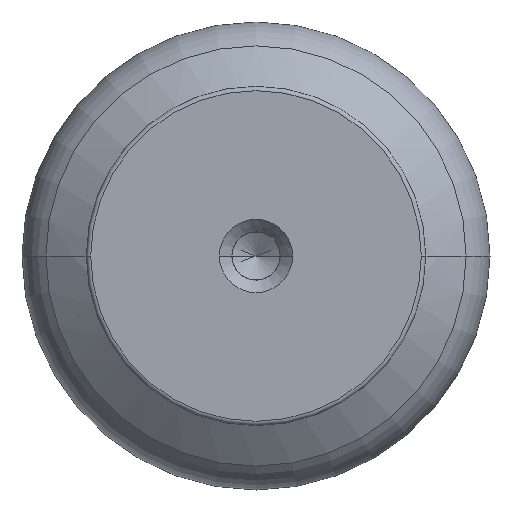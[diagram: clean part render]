
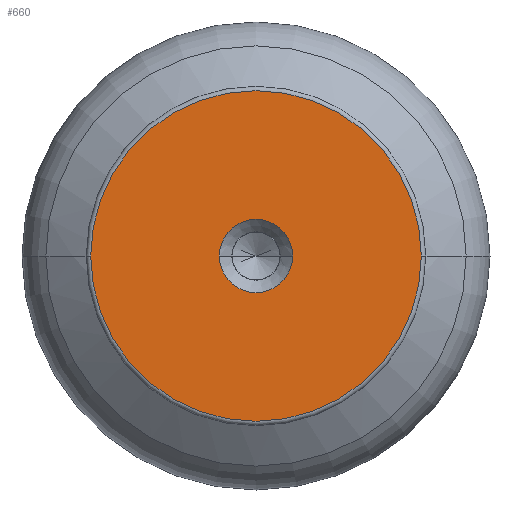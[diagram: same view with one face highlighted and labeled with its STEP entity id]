
A CAD part, front view. The second image highlights one B-rep face of the part: STEP entity #660.
In plain terms, the highlighted planar face has unit normal (0, -1, 0).
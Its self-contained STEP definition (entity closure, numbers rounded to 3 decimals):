
#310=CARTESIAN_POINT('',(10.375,0.,0.));
#320=DIRECTION('',(-0.,1.,0.));
#330=DIRECTION('',(1.,0.,0.));
#340=AXIS2_PLACEMENT_3D('',#310,#320,#330);
#350=PLANE('',#340);
#360=CARTESIAN_POINT('',(16.,0.,0.));
#370=DIRECTION('',(0.,-1.,0.));
#380=DIRECTION('',(-1.,0.,0.));
#390=AXIS2_PLACEMENT_3D('',#360,#370,#380);
#400=CIRCLE('',#390,2.5);
#410=CARTESIAN_POINT('',(13.5,0.,0.));
#420=VERTEX_POINT('',#410);
#430=CARTESIAN_POINT('',(18.5,0.,
0.));
#440=VERTEX_POINT('',#430);
#450=EDGE_CURVE('',#420,#440,#400,.T.);
#460=ORIENTED_EDGE('',*,*,#450,.F.);
#470=EDGE_CURVE('',#440,#420,#400,.T.);
#480=ORIENTED_EDGE('',*,*,#470,.F.);
#490=EDGE_LOOP('',(#480,#460));
#500=FACE_BOUND('',#490,.T.);
#510=CARTESIAN_POINT('',(16.,0.,0.));
#520=DIRECTION('',(0.,1.,0.));
#530=DIRECTION('',(-1.,0.,0.));
#540=AXIS2_PLACEMENT_3D('',#510,#520,#530);
#550=CIRCLE('',#540,11.3);
#560=CARTESIAN_POINT('',(27.3,0.,0.));
#570=VERTEX_POINT('',#560);
#580=CARTESIAN_POINT('',(4.7,0.,0.));
#590=VERTEX_POINT('',#580);
#600=EDGE_CURVE('',#570,#590,#550,.T.);
#610=ORIENTED_EDGE('',*,*,#600,.F.);
#620=EDGE_CURVE('',#590,#570,#550,.T.);
#630=ORIENTED_EDGE('',*,*,#620,.F.);
#640=EDGE_LOOP('',(#630,#610));
#650=FACE_OUTER_BOUND('',#640,.T.);
#660=ADVANCED_FACE('',(#500,#650),#350,.F.);
